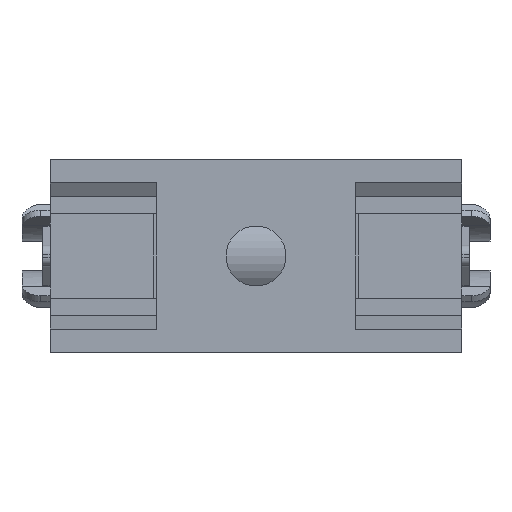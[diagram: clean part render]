
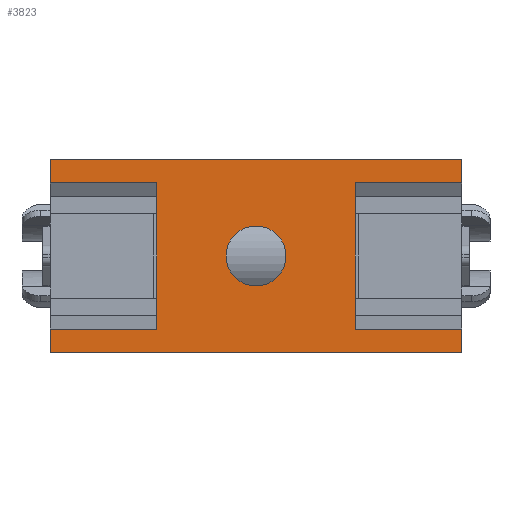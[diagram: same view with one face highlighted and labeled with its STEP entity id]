
A CAD part, front view. The second image highlights one B-rep face of the part: STEP entity #3823.
In plain terms, the highlighted planar face has unit normal (0, -1, 0).
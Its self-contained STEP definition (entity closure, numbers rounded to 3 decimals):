
#19=FACE_BOUND('',#549,.T.);
#160=PLANE('',#4198);
#348=FACE_OUTER_BOUND('',#548,.T.);
#548=EDGE_LOOP('',(#3394,#3395,#3396,#3397,#3398,#3399,#3400,#3401,#3402,
#3403,#3404,#3405));
#549=EDGE_LOOP('',(#3406));
#850=LINE('',#6333,#1222);
#905=LINE('',#6443,#1277);
#912=LINE('',#6458,#1284);
#914=LINE('',#6462,#1286);
#917=LINE('',#6468,#1289);
#923=LINE('',#6479,#1295);
#925=LINE('',#6482,#1297);
#926=LINE('',#6484,#1298);
#927=LINE('',#6486,#1299);
#928=LINE('',#6488,#1300);
#929=LINE('',#6490,#1301);
#930=LINE('',#6491,#1302);
#1222=VECTOR('',#5091,10.);
#1277=VECTOR('',#5170,10.);
#1284=VECTOR('',#5181,10.);
#1286=VECTOR('',#5185,10.);
#1289=VECTOR('',#5190,10.);
#1295=VECTOR('',#5200,10.);
#1297=VECTOR('',#5204,10.);
#1298=VECTOR('',#5205,10.);
#1299=VECTOR('',#5206,10.);
#1300=VECTOR('',#5207,10.);
#1301=VECTOR('',#5208,10.);
#1302=VECTOR('',#5209,10.);
#1495=CIRCLE('',#4199,1.6);
#1803=VERTEX_POINT('',#6330);
#1804=VERTEX_POINT('',#6332);
#1836=VERTEX_POINT('',#6417);
#1847=VERTEX_POINT('',#6441);
#1852=VERTEX_POINT('',#6455);
#1853=VERTEX_POINT('',#6457);
#1854=VERTEX_POINT('',#6461);
#1856=VERTEX_POINT('',#6467);
#1860=VERTEX_POINT('',#6483);
#1861=VERTEX_POINT('',#6485);
#1862=VERTEX_POINT('',#6487);
#1863=VERTEX_POINT('',#6489);
#1864=VERTEX_POINT('',#6492);
#2315=EDGE_CURVE('',#1804,#1803,#850,.T.);
#2372=EDGE_CURVE('',#1836,#1847,#905,.T.);
#2379=EDGE_CURVE('',#1852,#1853,#912,.T.);
#2381=EDGE_CURVE('',#1853,#1854,#914,.T.);
#2384=EDGE_CURVE('',#1854,#1856,#917,.T.);
#2390=EDGE_CURVE('',#1803,#1856,#923,.T.);
#2392=EDGE_CURVE('',#1852,#1836,#925,.T.);
#2393=EDGE_CURVE('',#1847,#1860,#926,.T.);
#2394=EDGE_CURVE('',#1861,#1860,#927,.T.);
#2395=EDGE_CURVE('',#1862,#1861,#928,.T.);
#2396=EDGE_CURVE('',#1863,#1862,#929,.T.);
#2397=EDGE_CURVE('',#1863,#1804,#930,.T.);
#2398=EDGE_CURVE('',#1864,#1864,#1495,.T.);
#3394=ORIENTED_EDGE('',*,*,#2390,.T.);
#3395=ORIENTED_EDGE('',*,*,#2384,.F.);
#3396=ORIENTED_EDGE('',*,*,#2381,.F.);
#3397=ORIENTED_EDGE('',*,*,#2379,.F.);
#3398=ORIENTED_EDGE('',*,*,#2392,.T.);
#3399=ORIENTED_EDGE('',*,*,#2372,.T.);
#3400=ORIENTED_EDGE('',*,*,#2393,.T.);
#3401=ORIENTED_EDGE('',*,*,#2394,.F.);
#3402=ORIENTED_EDGE('',*,*,#2395,.F.);
#3403=ORIENTED_EDGE('',*,*,#2396,.F.);
#3404=ORIENTED_EDGE('',*,*,#2397,.T.);
#3405=ORIENTED_EDGE('',*,*,#2315,.T.);
#3406=ORIENTED_EDGE('',*,*,#2398,.T.);
#3823=ADVANCED_FACE('',(#348,#19),#160,.F.);
#4198=AXIS2_PLACEMENT_3D('',#6481,#5202,#5203);
#4199=AXIS2_PLACEMENT_3D('',#6493,#5210,#5211);
#5091=DIRECTION('',(0.,0.,-1.));
#5170=DIRECTION('',(0.,0.,1.));
#5181=DIRECTION('',(0.,0.,-1.));
#5185=DIRECTION('',(-1.,0.,0.));
#5190=DIRECTION('',(0.,0.,1.));
#5200=DIRECTION('',(-1.,0.,0.));
#5202=DIRECTION('center_axis',(0.,1.,0.));
#5203=DIRECTION('ref_axis',(0.,0.,1.));
#5204=DIRECTION('',(-1.,0.,0.));
#5205=DIRECTION('',(1.,0.,0.));
#5206=DIRECTION('',(0.,0.,-1.));
#5207=DIRECTION('',(1.,0.,0.));
#5208=DIRECTION('',(0.,0.,1.));
#5209=DIRECTION('',(1.,0.,0.));
#5210=DIRECTION('center_axis',(0.,1.,0.));
#5211=DIRECTION('ref_axis',(1.,0.,0.));
#6330=CARTESIAN_POINT('',(-5.3,0.,-3.9));
#6332=CARTESIAN_POINT('',(-5.3,0.,3.9));
#6333=CARTESIAN_POINT('',(-5.3,0.,0.));
#6417=CARTESIAN_POINT('',(5.3,0.,-3.9));
#6441=CARTESIAN_POINT('',(5.3,0.,3.9));
#6443=CARTESIAN_POINT('',(5.3,0.,0.));
#6455=CARTESIAN_POINT('',(11.,0.,-3.9));
#6457=CARTESIAN_POINT('',(11.,0.,-5.15));
#6458=CARTESIAN_POINT('',(11.,0.,5.15));
#6461=CARTESIAN_POINT('',(-11.,0.,-5.15));
#6462=CARTESIAN_POINT('',(11.,0.,-5.15));
#6467=CARTESIAN_POINT('',(-11.,0.,-3.9));
#6468=CARTESIAN_POINT('',(-11.,0.,-5.15));
#6479=CARTESIAN_POINT('',(-5.5,0.,-3.9));
#6481=CARTESIAN_POINT('Origin',(0.,0.,0.));
#6482=CARTESIAN_POINT('',(5.5,0.,-3.9));
#6483=CARTESIAN_POINT('',(11.,0.,3.9));
#6484=CARTESIAN_POINT('',(5.5,0.,3.9));
#6485=CARTESIAN_POINT('',(11.,0.,5.15));
#6486=CARTESIAN_POINT('',(11.,0.,5.15));
#6487=CARTESIAN_POINT('',(-11.,0.,5.15));
#6488=CARTESIAN_POINT('',(-11.,0.,5.15));
#6489=CARTESIAN_POINT('',(-11.,0.,3.9));
#6490=CARTESIAN_POINT('',(-11.,0.,-5.15));
#6491=CARTESIAN_POINT('',(-5.5,0.,3.9));
#6492=CARTESIAN_POINT('',(-1.6,0.,0.));
#6493=CARTESIAN_POINT('Origin',(0.,0.,0.));
